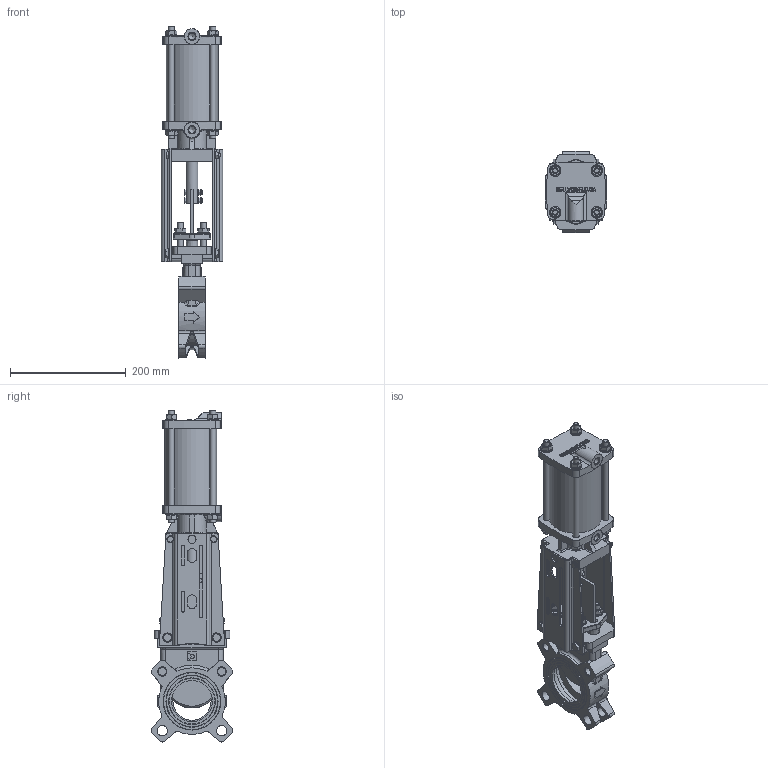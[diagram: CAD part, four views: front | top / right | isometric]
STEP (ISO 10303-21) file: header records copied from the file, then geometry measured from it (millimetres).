
FILE_DESCRIPTION(/* description */ (''),/* implementation_level */ '2;1');
FILE_NAME(/* name */ 'WGP16N-DN065_105816.step',/* time_stamp */ '2025-07-11T10:25:05+02:00',/* author */ (''),/* organization */ (''),/* preprocessor_version */ 'ST-DEVELOPER v20.1',/* originating_system */ 'Autodesk Translation Framework v14.10.0.0',/* authorisation */ '');
FILE_SCHEMA (('AUTOMOTIVE_DESIGN { 1 0 10303 214 3 1 1 }'));
Length unit declared in the file: millimetre
Products named in the file (23): WGP16N-DN065_105816; WGS-BO-GG-SOF-065-K; WGS-KN-XXX-065; WGS-GL-GG-065; DIN 835  (Regelgewinde) M10 x 40; DIN 125-1  B B 10.5; DIN 934  (Regelgewinde) - ersetzt durch DIN EN 24 032 M10; WGS-BR-CS-B-065; WGS-BR-CS-F-065; DIN 933  (Regelgewinde) - ersetzt durch DIN EN 24 017 M8  x 14; DIN 125-1  B B 8.4; DIN 933  (Regelgewinde) - ersetzt durch DIN EN 24 017 M6  x 90; DIN 125-1  B B 6.4; WGS-CO-PD-AL-050-080-K; WGS-PL-PD-AL-050-065-K; WGS-ST-PD-065; WGS-ZY-AL-080-065; DIN 127 - zurückgezogen A 6; DIN 934  (Regelgewinde) - ersetzt durch DIN EN 24 032 M6; DIN 933  (Regelgewinde) - ersetzt durch DIN EN 24 017 M6  x 28; WGS-ZB-ST-065; DIN 125-1  B B 10.5 (1); DIN 934  (Regelgewinde) - ersetzt durch DIN EN 24 032 M10 (1)
Assembly tree (63 placements, depth 2):
  WGP16N-DN065_105816
    WGS-BO-GG-SOF-065-K
    WGS-KN-XXX-065
    WGS-GL-GG-065
    DIN 835  (Regelgewinde) M10 x 40  x4
    DIN 125-1  B B 10.5  x4
    DIN 934  (Regelgewinde) - ersetzt durch DIN EN 24 032 M10  x4
    WGS-BR-CS-B-065
    WGS-BR-CS-F-065
    DIN 933  (Regelgewinde) - ersetzt durch DIN EN 24 017 M8  x 14  x4
    DIN 125-1  B B 8.4  x4
    DIN 933  (Regelgewinde) - ersetzt durch DIN EN 24 017 M6  x 90  x2
    DIN 125-1  B B 6.4  x4
    DIN 934  (Regelgewinde) - ersetzt durch DIN EN 24 032 M6  x4
    WGS-CO-PD-AL-050-080-K
    WGS-PL-PD-AL-050-065-K
    WGS-ST-PD-065
    WGS-ZY-AL-080-065
    DIN 127 - zurückgezogen A 6  x2
    DIN 933  (Regelgewinde) - ersetzt durch DIN EN 24 017 M6  x 28  x2
    WGS-ZB-ST-065  x4
    DIN 125-1  B B 10.5 (1)  x8
    DIN 934  (Regelgewinde) - ersetzt durch DIN EN 24 032 M10 (1)  x8
Bounding box: 106 x 141.28 x 574.14 mm (x, y, z)
Volume: 1774921.3 mm3; surface area: 549733.6 mm2
Topology: 63 solids, 63 shells, 1650 faces, 3975 edges, 2513 vertices
Faces by surface type: plane 753, cylinder 428, cone 216, bspline 170, torus 67, sphere 16
Full cylindrical faces by diameter (mm): 3.242 x3, 4.917 x4, 5.459 x4, 6 x4, 6.2 x4, 6.25 x4, 6.4 x4, 6.5 x6, 6.647 x4, 7.323 x4, 8 x4, 8.376 x16, 8.4 x4, 8.5 x4, 8.7 x4, 10 x8, 10.5 x12, 11 x8, 11.4 x4, 11.445 x2, 12 x4, 13.835 x4, 14 x1, 16 x5, 16.2 x1, 18 x4, 20 x13, 21.5 x1, 30 x1, 47.1 x1
Entity records: 42605 total; most frequent: CARTESIAN_POINT 12249, ORIENTED_EDGE 6294, DIRECTION 5840, EDGE_CURVE 3147, AXIS2_PLACEMENT_3D 2055, VERTEX_POINT 2014, LINE 1730, VECTOR 1730
